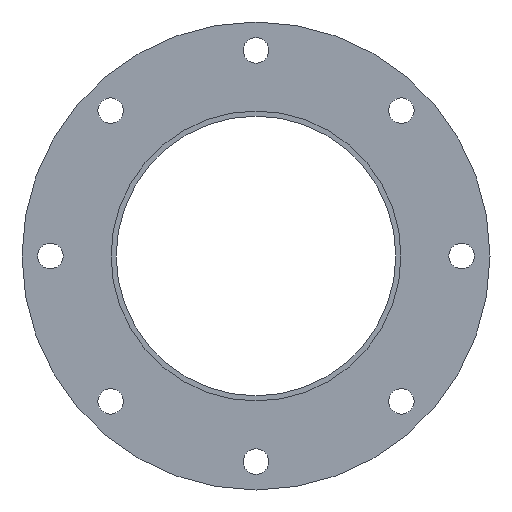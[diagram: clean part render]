
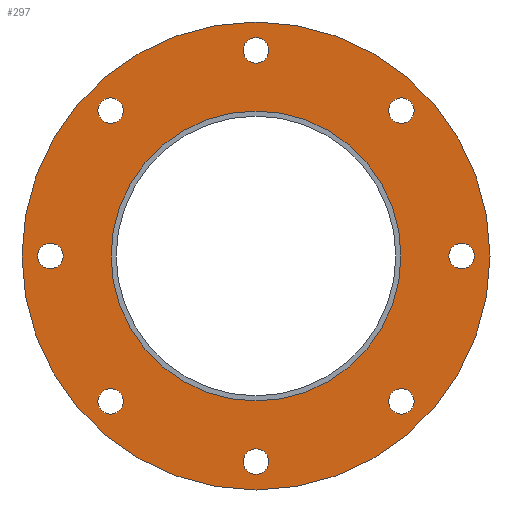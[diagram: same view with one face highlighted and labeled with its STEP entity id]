
A CAD part, left-side view. The second image highlights one B-rep face of the part: STEP entity #297.
In plain terms, the highlighted planar face has unit normal (-1, 0, 0).
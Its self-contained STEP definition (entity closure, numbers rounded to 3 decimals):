
#28=FACE_BOUND('',#79,.T.);
#29=FACE_BOUND('',#80,.T.);
#30=FACE_BOUND('',#81,.T.);
#31=FACE_BOUND('',#82,.T.);
#32=FACE_BOUND('',#83,.T.);
#33=FACE_BOUND('',#84,.T.);
#34=FACE_BOUND('',#85,.T.);
#35=FACE_BOUND('',#86,.T.);
#36=FACE_BOUND('',#87,.T.);
#40=PLANE('',#355);
#53=FACE_OUTER_BOUND('',#78,.T.);
#78=EDGE_LOOP('',(#249));
#79=EDGE_LOOP('',(#250));
#80=EDGE_LOOP('',(#251));
#81=EDGE_LOOP('',(#252));
#82=EDGE_LOOP('',(#253));
#83=EDGE_LOOP('',(#254));
#84=EDGE_LOOP('',(#255));
#85=EDGE_LOOP('',(#256));
#86=EDGE_LOOP('',(#257));
#87=EDGE_LOOP('',(#258));
#120=CIRCLE('',#328,4.5);
#122=CIRCLE('',#331,4.5);
#124=CIRCLE('',#334,4.5);
#126=CIRCLE('',#337,4.5);
#128=CIRCLE('',#340,4.5);
#130=CIRCLE('',#343,4.5);
#132=CIRCLE('',#346,4.5);
#134=CIRCLE('',#349,4.5);
#137=CIRCLE('',#354,82.5);
#138=CIRCLE('',#356,51.1);
#144=VERTEX_POINT('',#464);
#146=VERTEX_POINT('',#470);
#148=VERTEX_POINT('',#476);
#150=VERTEX_POINT('',#482);
#152=VERTEX_POINT('',#488);
#154=VERTEX_POINT('',#494);
#156=VERTEX_POINT('',#500);
#158=VERTEX_POINT('',#506);
#161=VERTEX_POINT('',#515);
#162=VERTEX_POINT('',#519);
#169=EDGE_CURVE('',#144,#144,#120,.T.);
#172=EDGE_CURVE('',#146,#146,#122,.T.);
#175=EDGE_CURVE('',#148,#148,#124,.T.);
#178=EDGE_CURVE('',#150,#150,#126,.T.);
#181=EDGE_CURVE('',#152,#152,#128,.T.);
#184=EDGE_CURVE('',#154,#154,#130,.T.);
#187=EDGE_CURVE('',#156,#156,#132,.T.);
#190=EDGE_CURVE('',#158,#158,#134,.T.);
#193=EDGE_CURVE('',#161,#161,#137,.T.);
#195=EDGE_CURVE('',#162,#162,#138,.T.);
#249=ORIENTED_EDGE('',*,*,#193,.T.);
#250=ORIENTED_EDGE('',*,*,#169,.T.);
#251=ORIENTED_EDGE('',*,*,#172,.T.);
#252=ORIENTED_EDGE('',*,*,#175,.T.);
#253=ORIENTED_EDGE('',*,*,#178,.T.);
#254=ORIENTED_EDGE('',*,*,#181,.T.);
#255=ORIENTED_EDGE('',*,*,#184,.T.);
#256=ORIENTED_EDGE('',*,*,#187,.T.);
#257=ORIENTED_EDGE('',*,*,#190,.T.);
#258=ORIENTED_EDGE('',*,*,#195,.F.);
#297=ADVANCED_FACE('',(#53,#28,#29,#30,#31,#32,#33,#34,#35,#36),#40,.T.);
#328=AXIS2_PLACEMENT_3D('',#466,#373,#374);
#331=AXIS2_PLACEMENT_3D('',#472,#380,#381);
#334=AXIS2_PLACEMENT_3D('',#478,#387,#388);
#337=AXIS2_PLACEMENT_3D('',#484,#394,#395);
#340=AXIS2_PLACEMENT_3D('',#490,#401,#402);
#343=AXIS2_PLACEMENT_3D('',#496,#408,#409);
#346=AXIS2_PLACEMENT_3D('',#502,#415,#416);
#349=AXIS2_PLACEMENT_3D('',#508,#422,#423);
#354=AXIS2_PLACEMENT_3D('',#516,#432,#433);
#355=AXIS2_PLACEMENT_3D('',#518,#435,#436);
#356=AXIS2_PLACEMENT_3D('',#520,#437,#438);
#373=DIRECTION('center_axis',(1.,0.,0.));
#374=DIRECTION('ref_axis',(0.,0.707,-0.707));
#380=DIRECTION('center_axis',(1.,0.,0.));
#381=DIRECTION('ref_axis',(0.,1.,0.));
#387=DIRECTION('center_axis',(1.,0.,0.));
#388=DIRECTION('ref_axis',(0.,0.707,0.707));
#394=DIRECTION('center_axis',(1.,0.,0.));
#395=DIRECTION('ref_axis',(0.,0.,1.));
#401=DIRECTION('center_axis',(1.,0.,0.));
#402=DIRECTION('ref_axis',(0.,-0.707,0.707));
#408=DIRECTION('center_axis',(1.,0.,0.));
#409=DIRECTION('ref_axis',(0.,-1.,0.));
#415=DIRECTION('center_axis',(1.,0.,0.));
#416=DIRECTION('ref_axis',(0.,-0.707,-0.707));
#422=DIRECTION('center_axis',(1.,0.,0.));
#423=DIRECTION('ref_axis',(0.,0.,-1.));
#432=DIRECTION('center_axis',(-1.,0.,0.));
#433=DIRECTION('ref_axis',(0.,0.,1.));
#435=DIRECTION('center_axis',(-1.,0.,0.));
#436=DIRECTION('ref_axis',(0.,0.,1.));
#437=DIRECTION('center_axis',(-1.,0.,0.));
#438=DIRECTION('ref_axis',(0.,0.,1.));
#464=CARTESIAN_POINT('',(-12.,-54.447,54.447));
#466=CARTESIAN_POINT('Origin',(-12.,-51.265,51.265));
#470=CARTESIAN_POINT('',(-12.,-77.,0.));
#472=CARTESIAN_POINT('Origin',(-12.,-72.5,0.));
#476=CARTESIAN_POINT('',(-12.,-54.447,-54.447));
#478=CARTESIAN_POINT('Origin',(-12.,-51.265,-51.265));
#482=CARTESIAN_POINT('',(-12.,0.,-77.));
#484=CARTESIAN_POINT('Origin',(-12.,0.,-72.5));
#488=CARTESIAN_POINT('',(-12.,54.447,-54.447));
#490=CARTESIAN_POINT('Origin',(-12.,51.265,-51.265));
#494=CARTESIAN_POINT('',(-12.,77.,0.));
#496=CARTESIAN_POINT('Origin',(-12.,72.5,0.));
#500=CARTESIAN_POINT('',(-12.,54.447,54.447));
#502=CARTESIAN_POINT('Origin',(-12.,51.265,51.265));
#506=CARTESIAN_POINT('',(-12.,0.,77.));
#508=CARTESIAN_POINT('Origin',(-12.,0.,72.5));
#515=CARTESIAN_POINT('',(-12.,0.,-82.5));
#516=CARTESIAN_POINT('Origin',(-12.,0.,0.));
#518=CARTESIAN_POINT('Origin',(-12.,0.,51.1));
#519=CARTESIAN_POINT('',(-12.,0.,-51.1));
#520=CARTESIAN_POINT('Origin',(-12.,0.,0.));
